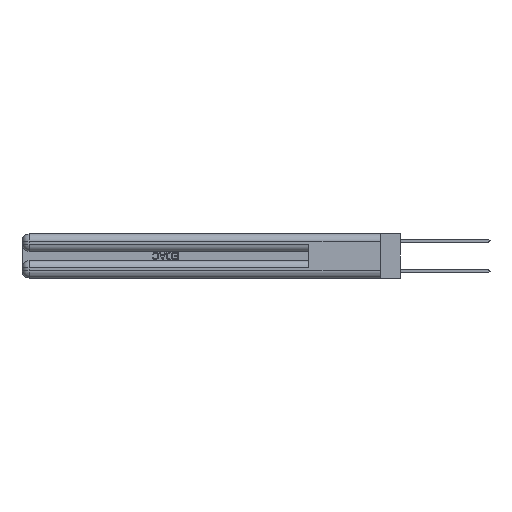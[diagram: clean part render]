
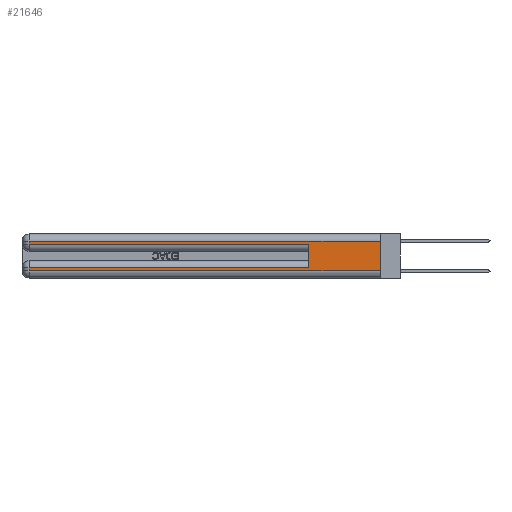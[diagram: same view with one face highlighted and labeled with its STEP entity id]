
A CAD part, left-side view. The second image highlights one B-rep face of the part: STEP entity #21646.
In plain terms, the highlighted planar face has unit normal (-1, 0, 0).
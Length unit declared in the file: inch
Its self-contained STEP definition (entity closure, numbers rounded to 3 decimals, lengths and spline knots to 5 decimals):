
#298 = LINE ( 'NONE', #16930, #18528 ) ;
#401 = CARTESIAN_POINT ( 'NONE',  ( 0., 0., 0.285 ) ) ;
#938 = VERTEX_POINT ( 'NONE', #28149 ) ;
#1190 = LINE ( 'NONE', #30903, #2532 ) ;
#1930 = CARTESIAN_POINT ( 'NONE',  ( 0., 0., 0.085 ) ) ;
#2532 = VECTOR ( 'NONE', #14623, 39.37008 ) ;
#2623 = CARTESIAN_POINT ( 'NONE',  ( 0., 2.94, 0.06 ) ) ;
#2848 = VERTEX_POINT ( 'NONE', #23633 ) ;
#3236 = DIRECTION ( 'NONE',  ( 0., -1., 0. ) ) ;
#4227 = CARTESIAN_POINT ( 'NONE',  ( 0., 0.6, 0.285 ) ) ;
#6773 = PLANE ( 'NONE',  #21460 ) ;
#7307 = EDGE_LOOP ( 'NONE', ( #26481, #23172, #28078, #22027, #7548, #14870, #24961, #12285 ) ) ;
#7532 = LINE ( 'NONE', #32580, #32382 ) ;
#7548 = ORIENTED_EDGE ( 'NONE', *, *, #9107, .F. ) ;
#7651 = VECTOR ( 'NONE', #17663, 39.37008 ) ;
#7719 = DIRECTION ( 'NONE',  ( 0., 1., 0. ) ) ;
#9107 = EDGE_CURVE ( 'NONE', #938, #34162, #23046, .T. ) ;
#10021 = FACE_OUTER_BOUND ( 'NONE', #7307, .T. ) ;
#11303 = LINE ( 'NONE', #22221, #29587 ) ;
#12115 = CARTESIAN_POINT ( 'NONE',  ( 0., 2.94, 0.285 ) ) ;
#12285 = ORIENTED_EDGE ( 'NONE', *, *, #29992, .T. ) ;
#13332 = DIRECTION ( 'NONE',  ( 0., 0., -1. ) ) ;
#13673 = CARTESIAN_POINT ( 'NONE',  ( 0., 0., 0.31 ) ) ;
#13765 = VERTEX_POINT ( 'NONE', #21298 ) ;
#14153 = VECTOR ( 'NONE', #26141, 39.37008 ) ;
#14623 = DIRECTION ( 'NONE',  ( 0., 0., -1. ) ) ;
#14870 = ORIENTED_EDGE ( 'NONE', *, *, #33675, .T. ) ;
#15330 = VERTEX_POINT ( 'NONE', #12115 ) ;
#16930 = CARTESIAN_POINT ( 'NONE',  ( 0., 2.94, 0.37 ) ) ;
#17663 = DIRECTION ( 'NONE',  ( 0., 0., 1. ) ) ;
#17722 = DIRECTION ( 'NONE',  ( 1., 0., 0. ) ) ;
#18528 = VECTOR ( 'NONE', #22157, 39.37008 ) ;
#20583 = DIRECTION ( 'NONE',  ( 0., 0., -1. ) ) ;
#21078 = VECTOR ( 'NONE', #13332, 39.37008 ) ;
#21298 = CARTESIAN_POINT ( 'NONE',  ( 0., 2.94, 0.085 ) ) ;
#21460 = AXIS2_PLACEMENT_3D ( 'NONE', #30937, #17722, #20583 ) ;
#21646 = ADVANCED_FACE ( 'NONE', ( #10021 ), #6773, .F. ) ;
#22027 = ORIENTED_EDGE ( 'NONE', *, *, #26713, .T. ) ;
#22129 = EDGE_CURVE ( 'NONE', #13765, #24566, #1190, .T. ) ;
#22157 = DIRECTION ( 'NONE',  ( 0., 0., -1. ) ) ;
#22221 = CARTESIAN_POINT ( 'NONE',  ( 0., 0., 0.06 ) ) ;
#23046 = LINE ( 'NONE', #33847, #7651 ) ;
#23172 = ORIENTED_EDGE ( 'NONE', *, *, #27851, .T. ) ;
#23633 = CARTESIAN_POINT ( 'NONE',  ( 0., 2.94, 0.31 ) ) ;
#23927 = VERTEX_POINT ( 'NONE', #13673 ) ;
#24115 = CARTESIAN_POINT ( 'NONE',  ( 0., 0., 0.06 ) ) ;
#24566 = VERTEX_POINT ( 'NONE', #2623 ) ;
#24621 = EDGE_CURVE ( 'NONE', #2848, #15330, #298, .T. ) ;
#24961 = ORIENTED_EDGE ( 'NONE', *, *, #22129, .T. ) ;
#26141 = DIRECTION ( 'NONE',  ( 0., 1., 0. ) ) ;
#26481 = ORIENTED_EDGE ( 'NONE', *, *, #34323, .F. ) ;
#26713 = EDGE_CURVE ( 'NONE', #15330, #34162, #27622, .T. ) ;
#26989 = LINE ( 'NONE', #34906, #21078 ) ;
#27622 = LINE ( 'NONE', #401, #28397 ) ;
#27851 = EDGE_CURVE ( 'NONE', #23927, #2848, #7532, .T. ) ;
#28078 = ORIENTED_EDGE ( 'NONE', *, *, #24621, .T. ) ;
#28149 = CARTESIAN_POINT ( 'NONE',  ( 0., 0.6, 0.085 ) ) ;
#28397 = VECTOR ( 'NONE', #30620, 39.37008 ) ;
#29587 = VECTOR ( 'NONE', #3236, 39.37008 ) ;
#29992 = EDGE_CURVE ( 'NONE', #24566, #32811, #11303, .T. ) ;
#30620 = DIRECTION ( 'NONE',  ( 0., -1., 0. ) ) ;
#30903 = CARTESIAN_POINT ( 'NONE',  ( 0., 2.94, 0.37 ) ) ;
#30937 = CARTESIAN_POINT ( 'NONE',  ( 0., 0., 0.37 ) ) ;
#31447 = LINE ( 'NONE', #1930, #14153 ) ;
#32382 = VECTOR ( 'NONE', #7719, 39.37008 ) ;
#32580 = CARTESIAN_POINT ( 'NONE',  ( 0., 0., 0.31 ) ) ;
#32811 = VERTEX_POINT ( 'NONE', #24115 ) ;
#33675 = EDGE_CURVE ( 'NONE', #938, #13765, #31447, .T. ) ;
#33847 = CARTESIAN_POINT ( 'NONE',  ( 0., 0.6, 0.145 ) ) ;
#34162 = VERTEX_POINT ( 'NONE', #4227 ) ;
#34323 = EDGE_CURVE ( 'NONE', #23927, #32811, #26989, .T. ) ;
#34906 = CARTESIAN_POINT ( 'NONE',  ( 0., 0., 0.37 ) ) ;
